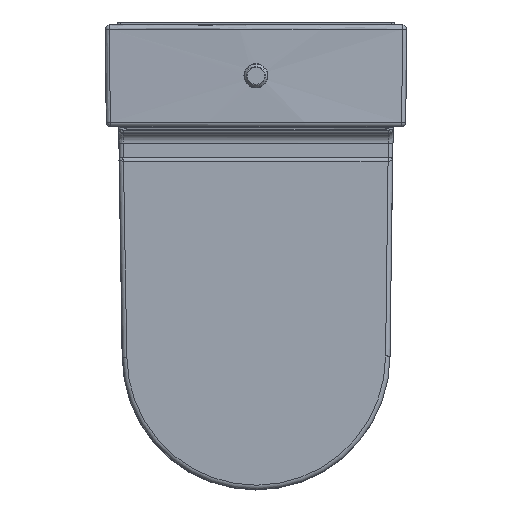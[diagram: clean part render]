
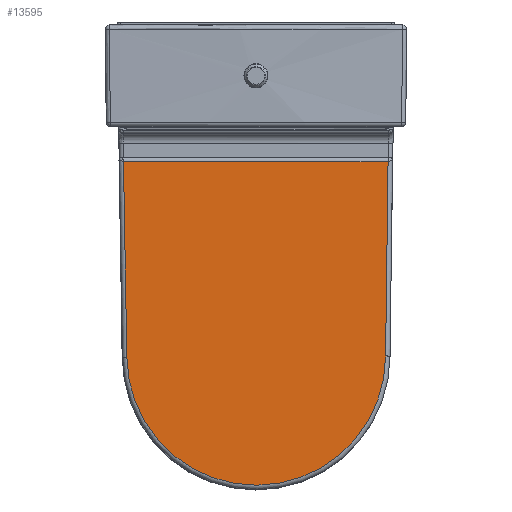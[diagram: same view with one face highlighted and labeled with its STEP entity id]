
A CAD part, top view. The second image highlights one B-rep face of the part: STEP entity #13595.
In plain terms, the highlighted face is planar.
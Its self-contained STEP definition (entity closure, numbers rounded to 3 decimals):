
#13167=CARTESIAN_POINT('',(286.355,-207.473,-20.0));
#13168=VERTEX_POINT('',#13167);
#13358=CARTESIAN_POINT('',(285.101,207.693,-20.0));
#13359=VERTEX_POINT('',#13358);
#13383=CARTESIAN_POINT('',(286.355,-207.473,-20.0));
#13384=DIRECTION('',(-0.003,1.,0.0));
#13385=VECTOR('',#13384,415.169);
#13386=LINE('',#13383,#13385);
#13387=EDGE_CURVE('',#13168,#13359,#13386,.T.);
#13405=CARTESIAN_POINT('',(-19.932,203.,-20.0));
#13406=VERTEX_POINT('',#13405);
#13407=CARTESIAN_POINT('',(285.101,207.693,-20.0));
#13408=DIRECTION('',(-1.,-0.015,0.0));
#13409=VECTOR('',#13408,305.069);
#13410=LINE('',#13407,#13409);
#13411=EDGE_CURVE('',#13359,#13406,#13410,.T.);
#13444=CARTESIAN_POINT('',(-21.125,-202.989,-20.0));
#13445=VERTEX_POINT('',#13444);
#13446=CARTESIAN_POINT('',(-19.144,0.002,-20.0));
#13447=DIRECTION('',(0.0,0.0,1.0));
#13448=DIRECTION('',(-1.,0.003,0.0));
#13449=AXIS2_PLACEMENT_3D('',#13446,#13447,#13448);
#13450=CIRCLE('',#13449,203.);
#13451=EDGE_CURVE('',#13406,#13445,#13450,.T.);
#13494=CARTESIAN_POINT('',(-21.125,-202.989,-20.0));
#13495=DIRECTION('',(1.,-0.015,0.0));
#13496=VECTOR('',#13495,307.512);
#13497=LINE('',#13494,#13496);
#13498=EDGE_CURVE('',#13445,#13168,#13497,.T.);
#13584=CARTESIAN_POINT('',(69.343,-0.126,-20.0));
#13585=DIRECTION('',(0.0,0.0,1.0));
#13586=DIRECTION('',(1.0,0.0,0.0));
#13587=AXIS2_PLACEMENT_3D('',#13584,#13585,#13586);
#13588=PLANE('',#13587);
#13589=ORIENTED_EDGE('',*,*,#13387,.F.);
#13590=ORIENTED_EDGE('',*,*,#13498,.F.);
#13591=ORIENTED_EDGE('',*,*,#13451,.F.);
#13592=ORIENTED_EDGE('',*,*,#13411,.F.);
#13593=EDGE_LOOP('',(#13589,#13590,#13591,#13592));
#13594=FACE_OUTER_BOUND('',#13593,.T.);
#13595=ADVANCED_FACE('',(#13594),#13588,.F.);
